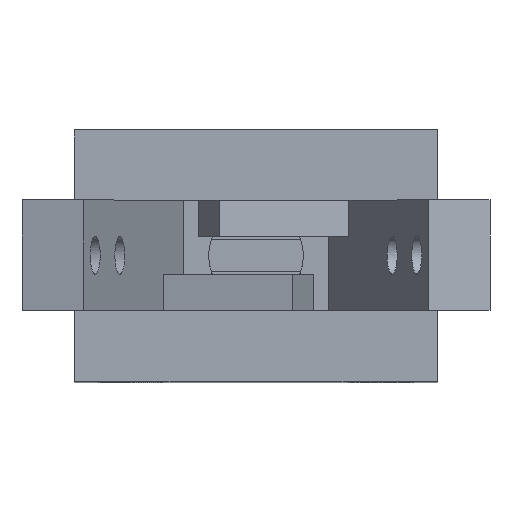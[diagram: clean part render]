
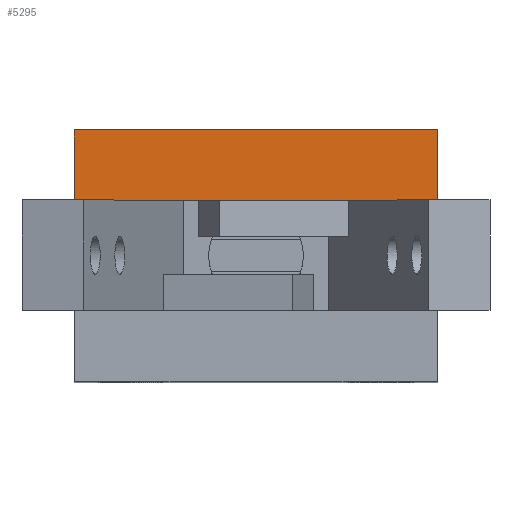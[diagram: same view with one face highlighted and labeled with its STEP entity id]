
A CAD part, top view. The second image highlights one B-rep face of the part: STEP entity #5295.
In plain terms, the highlighted free-form (B-spline) face has degree [1, 1] with [3, 3] control points.
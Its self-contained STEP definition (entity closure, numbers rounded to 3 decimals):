
#4360=CARTESIAN_POINT('',(-11.5,8.,36.5));
#4361=VERTEX_POINT('Vertex106',#4360);
#4368=CARTESIAN_POINT('',(11.5,8.,36.5));
#4369=VERTEX_POINT('Vertex107',#4368);
#4370=CARTESIAN_POINT('',(0.,8.,36.5));
#4371=DIRECTION('',(1.,0.,0.));
#4372=VECTOR('',#4371,1.);
#4373=LINE('nurbsCrv132',#4370,#4372);
#4374=EDGE_CURVE('Edge132',#4361,#4369,#4373,.T.);
#5220=ORIENTED_EDGE('Edgeuse282',*,*,#4374,.F.);
#5221=CARTESIAN_POINT('',(-11.5,7.5,36.5));
#5222=VERTEX_POINT('Vertex135',#5221);
#5223=CARTESIAN_POINT('',(-11.5,7.75,36.5));
#5224=DIRECTION('',(0.,-1.,0.));
#5225=VECTOR('',#5224,1.);
#5226=LINE('nurbsCrv167',#5223,#5225);
#5227=EDGE_CURVE('Edge167',#4361,#5222,#5226,.T.);
#5228=ORIENTED_EDGE('Edgeuse283',*,*,#5227,.T.);
#5229=CARTESIAN_POINT('',(-11.5,3.5,36.5));
#5230=VERTEX_POINT('Vertex136',#5229);
#5231=CARTESIAN_POINT('',(-11.5,5.5,36.5));
#5232=DIRECTION('',(0.,1.,0.));
#5233=VECTOR('',#5232,1.);
#5234=LINE('nurbsCrv168',#5231,#5233);
#5235=EDGE_CURVE('Edge168',#5230,#5222,#5234,.T.);
#5236=ORIENTED_EDGE('Edgeuse284',*,*,#5235,.F.);
#5237=CARTESIAN_POINT('',(-11.196,3.5,36.5));
#5238=VERTEX_POINT('Vertex137',#5237);
#5239=CARTESIAN_POINT('',(-11.348,3.5,36.5));
#5240=DIRECTION('',(1.,0.,0.));
#5241=VECTOR('',#5240,1.);
#5242=LINE('nurbsCrv169',#5239,#5241);
#5243=EDGE_CURVE('Edge169',#5230,#5238,#5242,.T.);
#5244=ORIENTED_EDGE('Edgeuse285',*,*,#5243,.T.);
#5245=CARTESIAN_POINT('',(-7.055,3.5,36.5));
#5246=VERTEX_POINT('Vertex138',#5245);
#5247=CARTESIAN_POINT('',(-9.125,3.5,36.5));
#5248=DIRECTION('',(1.,0.,0.));
#5249=VECTOR('',#5248,1.);
#5250=LINE('nurbsCrv170',#5247,#5249);
#5251=EDGE_CURVE('Edge170',#5238,#5246,#5250,.T.);
#5252=ORIENTED_EDGE('Edgeuse286',*,*,#5251,.T.);
#5253=CARTESIAN_POINT('',(7.055,3.5,36.5));
#5254=VERTEX_POINT('Vertex139',#5253);
#5255=CARTESIAN_POINT('',(0.,3.5,36.5));
#5256=DIRECTION('',(1.,0.,0.));
#5257=VECTOR('',#5256,1.);
#5258=LINE('nurbsCrv171',#5255,#5257);
#5259=EDGE_CURVE('Edge171',#5246,#5254,#5258,.T.);
#5260=ORIENTED_EDGE('Edgeuse287',*,*,#5259,.T.);
#5261=CARTESIAN_POINT('',(11.196,3.5,36.5));
#5262=VERTEX_POINT('Vertex140',#5261);
#5263=CARTESIAN_POINT('',(9.125,3.5,36.5));
#5264=DIRECTION('',(1.,0.,0.));
#5265=VECTOR('',#5264,1.);
#5266=LINE('nurbsCrv172',#5263,#5265);
#5267=EDGE_CURVE('Edge172',#5254,#5262,#5266,.T.);
#5268=ORIENTED_EDGE('Edgeuse288',*,*,#5267,.T.);
#5269=CARTESIAN_POINT('',(11.5,3.5,36.5));
#5270=VERTEX_POINT('Vertex141',#5269);
#5271=CARTESIAN_POINT('',(11.348,3.5,36.5));
#5272=DIRECTION('',(1.,0.,0.));
#5273=VECTOR('',#5272,1.);
#5274=LINE('nurbsCrv173',#5271,#5273);
#5275=EDGE_CURVE('Edge173',#5262,#5270,#5274,.T.);
#5276=ORIENTED_EDGE('Edgeuse289',*,*,#5275,.T.);
#5277=CARTESIAN_POINT('',(11.5,5.75,36.5));
#5278=DIRECTION('',(0.,-1.,0.));
#5279=VECTOR('',#5278,1.);
#5280=LINE('nurbsCrv174',#5277,#5279);
#5281=EDGE_CURVE('Edge174',#4369,#5270,#5280,.T.);
#5282=ORIENTED_EDGE('Edgeuse290',*,*,#5281,.F.);
#5283=EDGE_LOOP('',(#5220,#5228,#5236,#5244,#5252,#5260,#5268,#5276,#5282));
#5284=FACE_OUTER_BOUND('',#5283,.T.);
#5285=CARTESIAN_POINT('',(13.452,3.275,36.5));
#5286=CARTESIAN_POINT('',(12.65,3.275,36.5));
#5287=CARTESIAN_POINT('',(-12.65,3.275,36.5));
#5288=CARTESIAN_POINT('',(13.452,8.225,36.5));
#5289=CARTESIAN_POINT('',(12.65,8.225,36.5));
#5290=CARTESIAN_POINT('',(-12.65,8.225,36.5));
#5291=CARTESIAN_POINT('',(13.452,8.944,36.5));
#5292=CARTESIAN_POINT('',(12.65,8.944,36.5));
#5293=CARTESIAN_POINT('',(-12.65,8.944,36.5));
#5294=B_SPLINE_SURFACE_WITH_KNOTS('nurbsSrf50',1,1,((#5285,#5286,#5287),(#5288,
#5289,#5290),(#5291,#5292,#5293)),.UNSPECIFIED.,.F.,.F.,.F.,(2,1,2),(2,1,2),(0.
,1.268,1.452),(93.313,93.518,100.),
.UNSPECIFIED.);
#5295=ADVANCED_FACE('Face50',(#5284),#5294,.T.);
